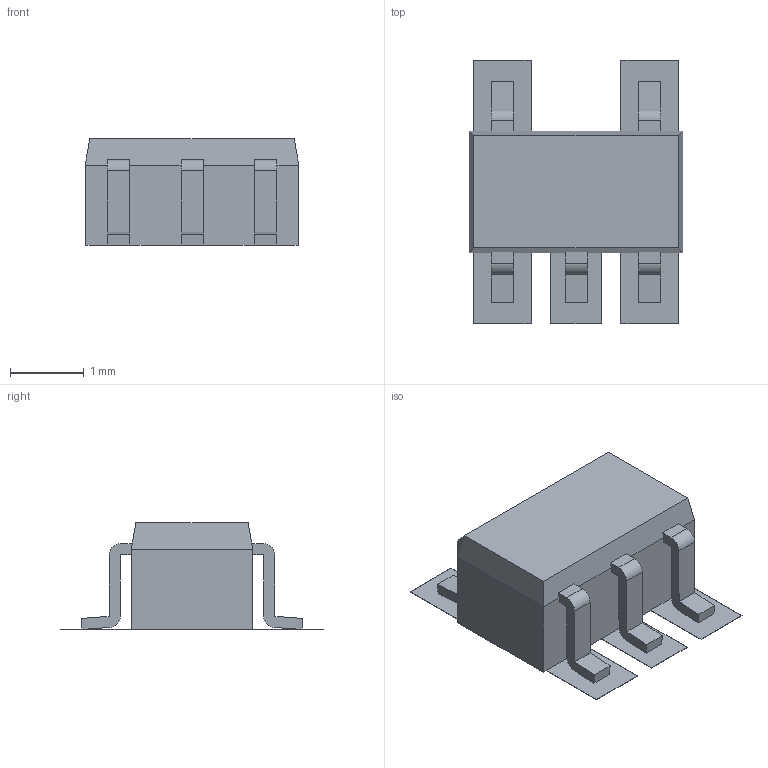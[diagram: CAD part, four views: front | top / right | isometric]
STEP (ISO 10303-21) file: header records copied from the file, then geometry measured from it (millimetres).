
FILE_DESCRIPTION (( 'STEP AP203' ), '1' );
FILE_NAME ('315-1062-000_1.step_Default_sldprt.STEP', '2020-11-13T20:12:12', ( '' ), ( '' ), 'SwSTEP 2.0', 'SolidWorks 2019', '' );
FILE_SCHEMA (( 'CONFIG_CONTROL_DESIGN' ));
Length unit declared in the file: inch
Products named in the file (1): 315-1062-000_1.step_Default_sldprt
Bounding box: 2.9 x 3.58 x 1.45 mm (x, y, z)
Volume: 7.2 mm3; surface area: 36.6 mm2
Topology: 1 solids, 1 shells, 95 faces, 290 edges, 192 vertices
Faces by surface type: plane 75, cylinder 20
Entity records: 3311 total; most frequent: ORIENTED_EDGE 580, CARTESIAN_POINT 578, DIRECTION 522, EDGE_CURVE 290, LINE 250, VECTOR 250, VERTEX_POINT 192, AXIS2_PLACEMENT_3D 136
